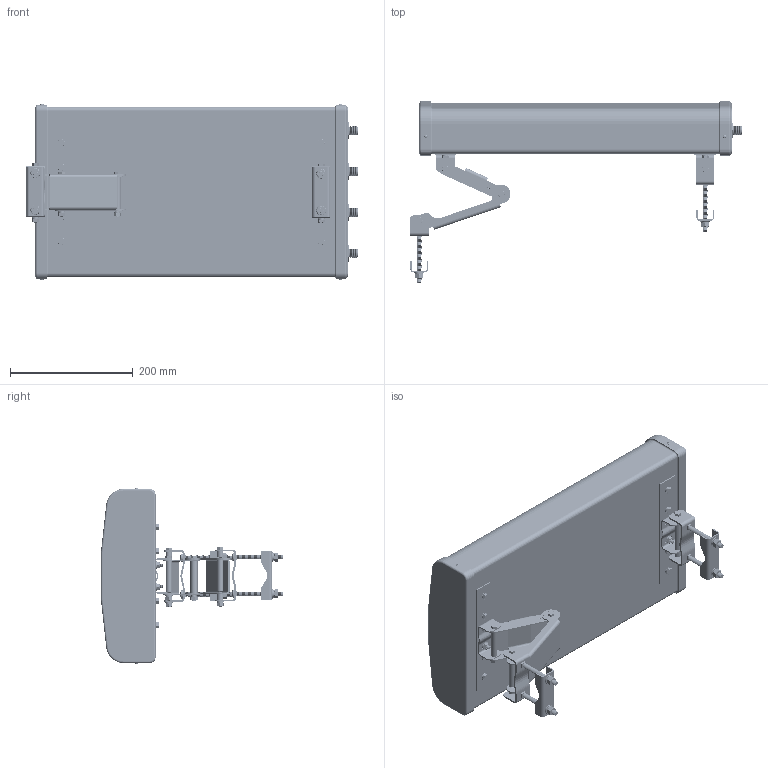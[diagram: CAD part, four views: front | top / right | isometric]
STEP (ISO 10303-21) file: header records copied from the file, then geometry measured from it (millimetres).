
FILE_DESCRIPTION (( 'STEP AP214' ), '1' );
FILE_NAME ('HG2412SXP-120.STEP', '2013-08-28T15:38:01', ( 'L-Com' ), ( 'L-Com Global Connectivity' ), 'SwSTEP 2.0', 'SolidWorks 2012', '' );
FILE_SCHEMA (( 'AUTOMOTIVE_DESIGN' ));
Length unit declared in the file: inch
Products named in the file (7): HG2412SXP-120_HexNutLocking; HG2412SXP-120_Bracket-3; HG2412SXP-120_Bracket-4; HG2412SXP-120_Bracket-2; HG2412SXP-120_Bracket-1; HG2412SXP-120_ANTENNA; HG2412SXP-120
Assembly tree (11 placements, depth 2):
  HG2412SXP-120
    HG2412SXP-120_ANTENNA
    HG2412SXP-120_Bracket-1
    HG2412SXP-120_Bracket-2
    HG2412SXP-120_Bracket-4  x2
    HG2412SXP-120_Bracket-3  x2
    HG2412SXP-120_HexNutLocking  x4
Bounding box: 541.58 x 297.15 x 287.72 mm (x, y, z)
Volume: 11442548.6 mm3; surface area: 551177.6 mm2
Topology: 25 solids, 37 shells, 5822 faces, 12396 edges, 6792 vertices
Faces by surface type: cone 4342, plane 836, cylinder 383, torus 197, bspline 64
Entity records: 147669 total; most frequent: CARTESIAN_POINT 25107, DIRECTION 20250, ORIENTED_EDGE 17544, EDGE_CURVE 8772, AXIS2_PLACEMENT_3D 7837, VERTEX_POINT 4866, VECTOR 4576, LINE 4576
